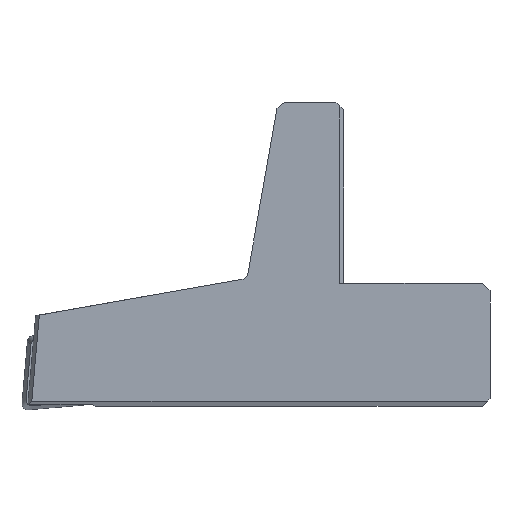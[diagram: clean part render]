
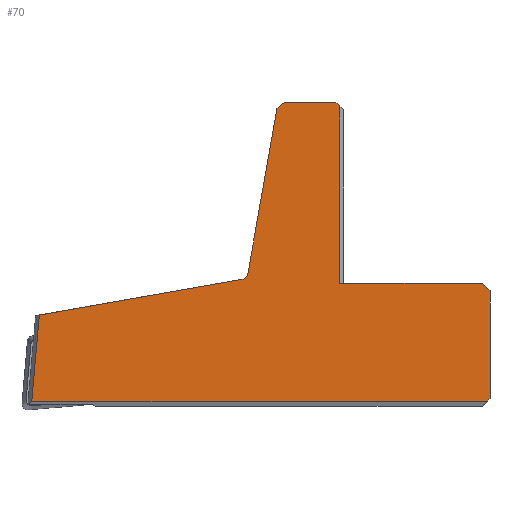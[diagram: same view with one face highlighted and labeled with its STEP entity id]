
A CAD part, front view. The second image highlights one B-rep face of the part: STEP entity #70.
In plain terms, the highlighted planar face has unit normal (0, -1, 0).
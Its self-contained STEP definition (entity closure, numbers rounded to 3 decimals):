
#63=CIRCLE('',#722,1.);
#70=ADVANCED_FACE('',(#134),#105,.F.);
#105=PLANE('',#723);
#134=FACE_OUTER_BOUND('',#169,.T.);
#169=EDGE_LOOP('',(#223,#224,#225,#226,#227,#228,#229,#230,#231,#232,#233,
#234,#235));
#223=ORIENTED_EDGE('',*,*,#459,.F.);
#224=ORIENTED_EDGE('',*,*,#460,.F.);
#225=ORIENTED_EDGE('',*,*,#461,.F.);
#226=ORIENTED_EDGE('',*,*,#462,.T.);
#227=ORIENTED_EDGE('',*,*,#463,.F.);
#228=ORIENTED_EDGE('',*,*,#464,.T.);
#229=ORIENTED_EDGE('',*,*,#449,.F.);
#230=ORIENTED_EDGE('',*,*,#446,.F.);
#231=ORIENTED_EDGE('',*,*,#465,.F.);
#232=ORIENTED_EDGE('',*,*,#466,.F.);
#233=ORIENTED_EDGE('',*,*,#467,.F.);
#234=ORIENTED_EDGE('',*,*,#468,.T.);
#235=ORIENTED_EDGE('',*,*,#469,.F.);
#386=VERTEX_POINT('',#959);
#387=VERTEX_POINT('',#961);
#389=VERTEX_POINT('',#967);
#395=VERTEX_POINT('',#987);
#396=VERTEX_POINT('',#988);
#397=VERTEX_POINT('',#990);
#398=VERTEX_POINT('',#992);
#399=VERTEX_POINT('',#994);
#400=VERTEX_POINT('',#996);
#401=VERTEX_POINT('',#999);
#402=VERTEX_POINT('',#1001);
#403=VERTEX_POINT('',#1003);
#404=VERTEX_POINT('',#1005);
#446=EDGE_CURVE('',#386,#387,#537,.T.);
#449=EDGE_CURVE('',#387,#389,#540,.T.);
#459=EDGE_CURVE('',#395,#396,#550,.T.);
#460=EDGE_CURVE('',#397,#395,#551,.T.);
#461=EDGE_CURVE('',#398,#397,#552,.T.);
#462=EDGE_CURVE('',#398,#399,#553,.T.);
#463=EDGE_CURVE('',#400,#399,#63,.T.);
#464=EDGE_CURVE('',#400,#389,#554,.T.);
#465=EDGE_CURVE('',#401,#386,#555,.T.);
#466=EDGE_CURVE('',#402,#401,#556,.T.);
#467=EDGE_CURVE('',#403,#402,#557,.T.);
#468=EDGE_CURVE('',#403,#404,#558,.T.);
#469=EDGE_CURVE('',#396,#404,#559,.T.);
#537=LINE('',#960,#616);
#540=LINE('',#966,#619);
#550=LINE('',#986,#629);
#551=LINE('',#989,#630);
#552=LINE('',#991,#631);
#553=LINE('',#993,#632);
#554=LINE('',#997,#633);
#555=LINE('',#998,#634);
#556=LINE('',#1000,#635);
#557=LINE('',#1002,#636);
#558=LINE('',#1004,#637);
#559=LINE('',#1006,#638);
#616=VECTOR('',#777,1.);
#619=VECTOR('',#782,1.);
#629=VECTOR('',#800,1.);
#630=VECTOR('',#801,1.);
#631=VECTOR('',#802,1.);
#632=VECTOR('',#803,1.);
#633=VECTOR('',#806,1.);
#634=VECTOR('',#807,1.);
#635=VECTOR('',#808,1.);
#636=VECTOR('',#809,1.);
#637=VECTOR('',#810,1.);
#638=VECTOR('',#811,1.);
#722=AXIS2_PLACEMENT_3D('',#995,#804,#805);
#723=AXIS2_PLACEMENT_3D('',#1007,#812,#813);
#777=DIRECTION('',(-1.,0.,0.));
#782=DIRECTION('',(0.087,0.,0.996));
#800=DIRECTION('',(0.707,0.,-0.707));
#801=DIRECTION('',(1.,0.,0.));
#802=DIRECTION('',(0.766,0.,0.643));
#803=DIRECTION('',(-0.174,0.,-0.985));
#804=DIRECTION('',(0.,-1.,0.));
#805=DIRECTION('',(0.174,0.,-0.985));
#806=DIRECTION('',(-0.985,0.,-0.174));
#807=DIRECTION('',(-0.707,0.,-0.707));
#808=DIRECTION('',(0.,0.,-1.));
#809=DIRECTION('',(0.707,0.,-0.707));
#810=DIRECTION('',(-1.,0.,0.));
#811=DIRECTION('',(0.,0.,-1.));
#812=DIRECTION('',(0.,1.,0.));
#813=DIRECTION('',(0.,0.,1.));
#959=CARTESIAN_POINT('',(18.7,-8.,-15.3));
#960=CARTESIAN_POINT('',(18.7,-8.,-15.3));
#961=CARTESIAN_POINT('',(-40.473,-8.,-15.3));
#966=CARTESIAN_POINT('',(-40.473,-8.,-15.3));
#967=CARTESIAN_POINT('',(-39.497,-8.,-4.135));
#986=CARTESIAN_POINT('',(-1.,-8.,23.5));
#987=CARTESIAN_POINT('',(-1.,-8.,23.5));
#988=CARTESIAN_POINT('',(-0.5,-8.,23.));
#989=CARTESIAN_POINT('',(-7.661,-8.,23.5));
#990=CARTESIAN_POINT('',(-7.661,-8.,23.5));
#991=CARTESIAN_POINT('',(-8.646,-8.,22.674));
#992=CARTESIAN_POINT('',(-8.646,-8.,22.674));
#993=CARTESIAN_POINT('',(-8.646,-8.,22.674));
#994=CARTESIAN_POINT('',(-12.413,-8.,1.309));
#995=CARTESIAN_POINT('',(-13.398,-8.,1.482));
#996=CARTESIAN_POINT('',(-13.224,-8.,0.498));
#997=CARTESIAN_POINT('',(-13.224,-8.,0.498));
#998=CARTESIAN_POINT('',(19.,-8.,-15.));
#999=CARTESIAN_POINT('',(19.,-8.,-15.));
#1000=CARTESIAN_POINT('',(19.,-8.,-1.));
#1001=CARTESIAN_POINT('',(19.,-8.,-1.));
#1002=CARTESIAN_POINT('',(18.,-8.,0.));
#1003=CARTESIAN_POINT('',(18.,-8.,0.));
#1004=CARTESIAN_POINT('',(18.,-8.,0.));
#1005=CARTESIAN_POINT('',(-0.5,-8.,0.));
#1006=CARTESIAN_POINT('',(-0.5,-8.,23.));
#1007=CARTESIAN_POINT('',(-47.902,-8.,-16.));
